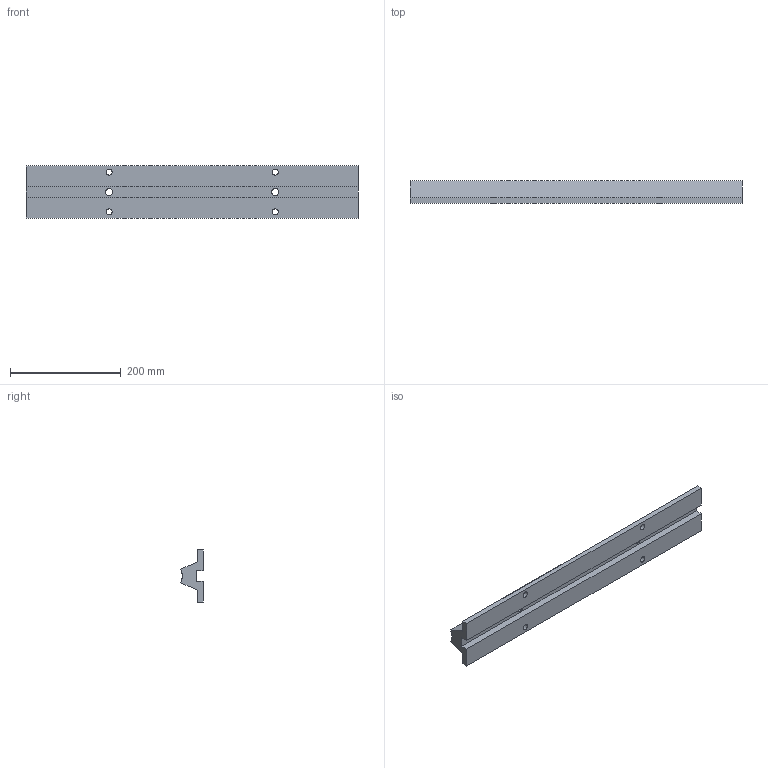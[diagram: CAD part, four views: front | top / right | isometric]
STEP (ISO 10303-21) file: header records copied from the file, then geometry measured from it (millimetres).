
FILE_DESCRIPTION( ( '' ), '1' );
FILE_NAME( 'wum_60_bohrteilung_300_2_03.stp', '2008-04-10T06:05:49', ( '' ), ( '' ), ' ', ' ', ' ' );
FILE_SCHEMA( ( 'CONFIG_CONTROL_DESIGN' ) );
Length unit declared in the file: millimetre
Products named in the file (1): 1
Bounding box: 599.5 x 40.73 x 94 mm (x, y, z)
Volume: 1081911.6 mm3; surface area: 170259.8 mm2
Topology: 1 solids, 1 shells, 31 faces, 89 edges, 58 vertices
Faces by surface type: cylinder 16, plane 15
Entity records: 1091 total; most frequent: DIRECTION 185, CARTESIAN_POINT 179, ORIENTED_EDGE 178, EDGE_CURVE 89, AXIS2_PLACEMENT_3D 64, VERTEX_POINT 58, LINE 57, VECTOR 57
